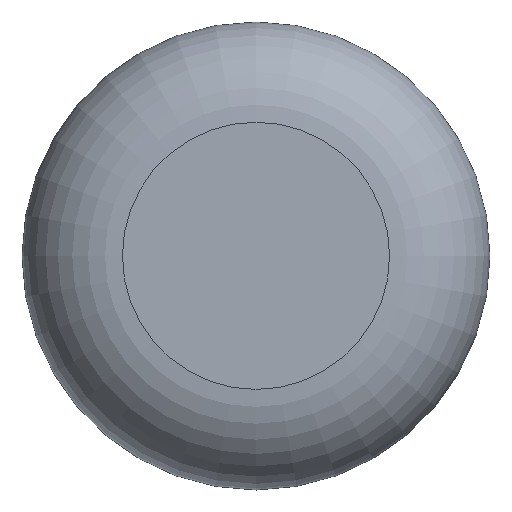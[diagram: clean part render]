
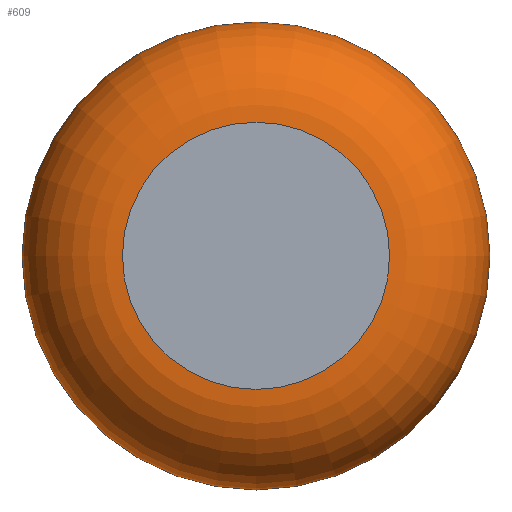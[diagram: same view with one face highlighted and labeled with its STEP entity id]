
A CAD part, top view. The second image highlights one B-rep face of the part: STEP entity #609.
In plain terms, the highlighted toroidal (fillet/blend) face has major radius 885 mm and minor radius 665 mm.
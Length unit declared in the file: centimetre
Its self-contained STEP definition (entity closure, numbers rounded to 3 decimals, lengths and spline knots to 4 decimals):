
#15=TOROIDAL_SURFACE('',#674,88.5,66.5);
#77=FACE_OUTER_BOUND('',#112,.T.);
#112=EDGE_LOOP('',(#546,#547,#548,#549,#550));
#231=CIRCLE('',#673,88.5);
#232=CIRCLE('',#675,155.);
#233=CIRCLE('',#676,66.5);
#234=CIRCLE('',#677,155.);
#290=VERTEX_POINT('',#1231);
#291=VERTEX_POINT('',#1234);
#292=VERTEX_POINT('',#1235);
#376=EDGE_CURVE('',#290,#290,#231,.T.);
#377=EDGE_CURVE('',#291,#292,#232,.T.);
#378=EDGE_CURVE('',#291,#290,#233,.T.);
#379=EDGE_CURVE('',#292,#291,#234,.T.);
#546=ORIENTED_EDGE('',*,*,#377,.F.);
#547=ORIENTED_EDGE('',*,*,#378,.T.);
#548=ORIENTED_EDGE('',*,*,#376,.T.);
#549=ORIENTED_EDGE('',*,*,#378,.F.);
#550=ORIENTED_EDGE('',*,*,#379,.F.);
#609=ADVANCED_FACE('',(#77),#15,.T.);
#673=AXIS2_PLACEMENT_3D('',#1232,#842,#843);
#674=AXIS2_PLACEMENT_3D('',#1233,#844,#845);
#675=AXIS2_PLACEMENT_3D('',#1236,#846,#847);
#676=AXIS2_PLACEMENT_3D('',#1237,#848,#849);
#677=AXIS2_PLACEMENT_3D('',#1238,#850,#851);
#842=DIRECTION('center_axis',(0.,0.,-1.));
#843=DIRECTION('ref_axis',(1.,0.,0.));
#844=DIRECTION('center_axis',(0.,0.,-1.));
#845=DIRECTION('ref_axis',(0.,1.,0.));
#846=DIRECTION('center_axis',(0.,0.,-1.));
#847=DIRECTION('ref_axis',(1.,0.,0.));
#848=DIRECTION('center_axis',(-1.,0.,0.));
#849=DIRECTION('ref_axis',(0.,-1.,0.));
#850=DIRECTION('center_axis',(0.,0.,-1.));
#851=DIRECTION('ref_axis',(1.,0.,0.));
#1231=CARTESIAN_POINT('',(0.,-88.5,210.));
#1232=CARTESIAN_POINT('Origin',(0.,0.,210.));
#1233=CARTESIAN_POINT('Origin',(0.,0.,143.5));
#1234=CARTESIAN_POINT('',(0.,-155.,143.5));
#1235=CARTESIAN_POINT('',(155.,0.,143.5));
#1236=CARTESIAN_POINT('Origin',(0.,0.,143.5));
#1237=CARTESIAN_POINT('Origin',(0.,-88.5,143.5));
#1238=CARTESIAN_POINT('Origin',(0.,0.,143.5));
